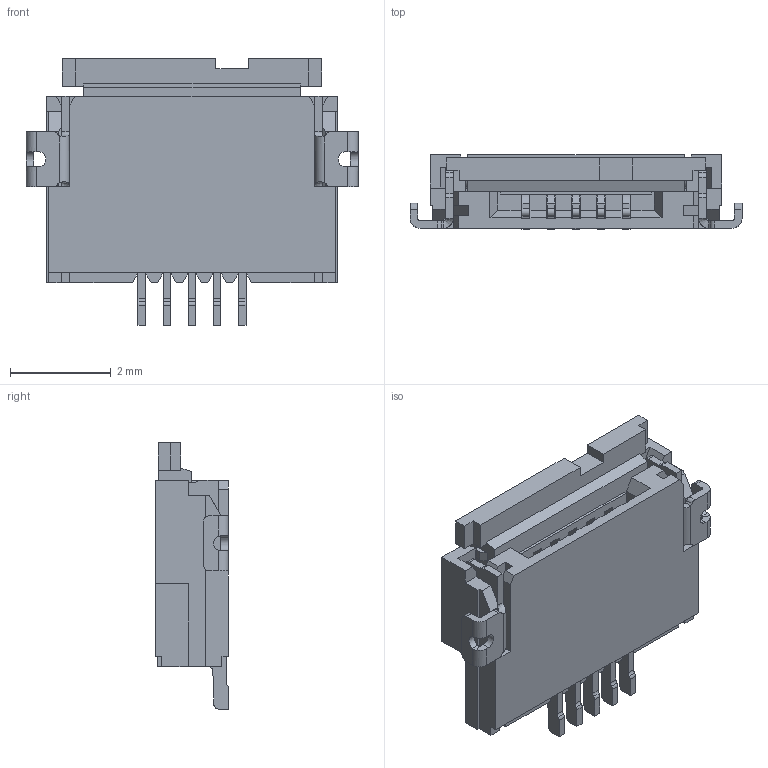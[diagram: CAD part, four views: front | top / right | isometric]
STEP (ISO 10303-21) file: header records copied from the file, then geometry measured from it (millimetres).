
FILE_DESCRIPTION (( 'STEP AP203' ), '1' );
FILE_NAME ('CF50051D0R0-05-NH.STEP', '2018-07-23T03:42:29', ( '' ), ( '' ), 'SwSTEP 2.0', 'SolidWorks 2017', '' );
FILE_SCHEMA (( 'CONFIG_CONTROL_DESIGN' ));
Length unit declared in the file: millimetre
Products named in the file (1): CF50051D0R0-05-NH
Bounding box: 6.6 x 1.47 x 5.3 mm (x, y, z)
Volume: 23.6 mm3; surface area: 182.6 mm2
Topology: 4 solids, 4 shells, 725 faces, 2254 edges, 1476 vertices
Faces by surface type: plane 527, cylinder 190, bspline 8
Entity records: 25441 total; most frequent: CARTESIAN_POINT 4948, ORIENTED_EDGE 4508, DIRECTION 4044, EDGE_CURVE 2254, LINE 1860, VECTOR 1860, VERTEX_POINT 1476, AXIS2_PLACEMENT_3D 1092
